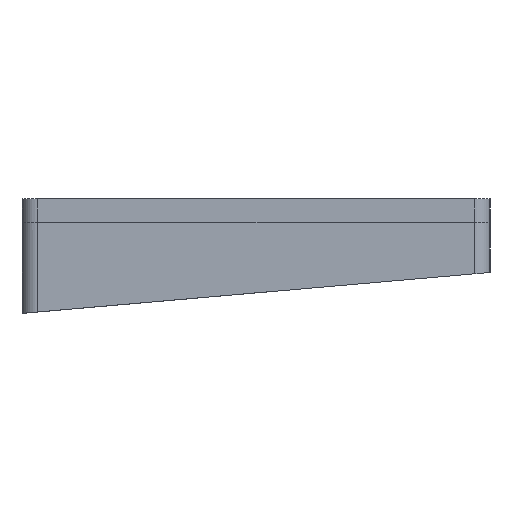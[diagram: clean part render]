
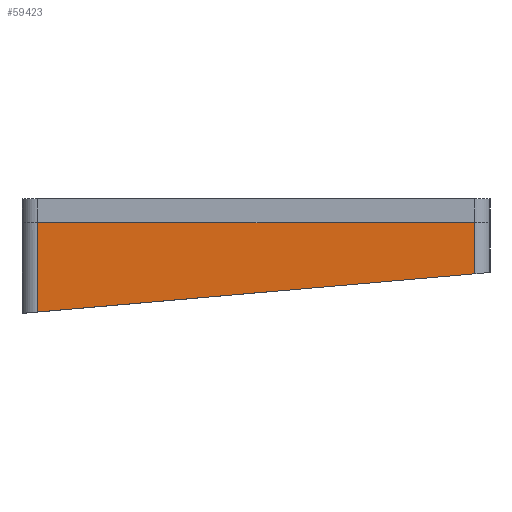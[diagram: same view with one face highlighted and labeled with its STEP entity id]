
A CAD part, left-side view. The second image highlights one B-rep face of the part: STEP entity #59423.
In plain terms, the highlighted planar face has unit normal (-1, 0, 0).
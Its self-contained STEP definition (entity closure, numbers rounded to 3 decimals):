
#3533=FACE_OUTER_BOUND('',#6642,.T.);
#6642=EDGE_LOOP('',(#52292,#52293,#52294,#52295));
#14451=LINE('',#92925,#22483);
#14452=LINE('',#92927,#22484);
#14453=LINE('',#92929,#22485);
#14454=LINE('',#92930,#22486);
#22483=VECTOR('',#75834,10.);
#22484=VECTOR('',#75835,10.);
#22485=VECTOR('',#75836,10.);
#22486=VECTOR('',#75837,10.);
#28140=VERTEX_POINT('',#92923);
#28141=VERTEX_POINT('',#92924);
#28142=VERTEX_POINT('',#92926);
#28143=VERTEX_POINT('',#92928);
#36300=EDGE_CURVE('',#28140,#28141,#14451,.T.);
#36301=EDGE_CURVE('',#28140,#28142,#14452,.T.);
#36302=EDGE_CURVE('',#28143,#28142,#14453,.T.);
#36303=EDGE_CURVE('',#28141,#28143,#14454,.T.);
#52292=ORIENTED_EDGE('',*,*,#36300,.F.);
#52293=ORIENTED_EDGE('',*,*,#36301,.T.);
#52294=ORIENTED_EDGE('',*,*,#36302,.F.);
#52295=ORIENTED_EDGE('',*,*,#36303,.F.);
#56718=PLANE('',#62465);
#59423=ADVANCED_FACE('',(#3533),#56718,.T.);
#62465=AXIS2_PLACEMENT_3D('',#92922,#75832,#75833);
#75832=DIRECTION('center_axis',(-1.,0.,0.));
#75833=DIRECTION('ref_axis',(0.,1.,0.));
#75834=DIRECTION('',(0.,0.996,-0.087));
#75835=DIRECTION('',(0.,0.,1.));
#75836=DIRECTION('',(0.,-1.,0.));
#75837=DIRECTION('',(0.,0.,1.));
#92922=CARTESIAN_POINT('Origin',(-174.069,-18.243,0.));
#92923=CARTESIAN_POINT('',(-174.069,-18.243,-2.075));
#92924=CARTESIAN_POINT('',(-174.069,118.483,-14.037));
#92925=CARTESIAN_POINT('',(-174.069,15.694,-5.044));
#92926=CARTESIAN_POINT('',(-174.069,-18.243,14.));
#92927=CARTESIAN_POINT('',(-174.069,-18.243,0.));
#92928=CARTESIAN_POINT('',(-174.069,118.483,14.));
#92929=CARTESIAN_POINT('',(-174.069,118.483,14.));
#92930=CARTESIAN_POINT('',(-174.069,118.483,0.));
